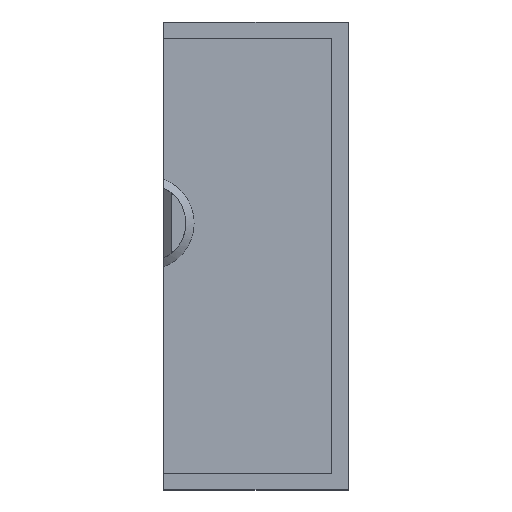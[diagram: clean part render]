
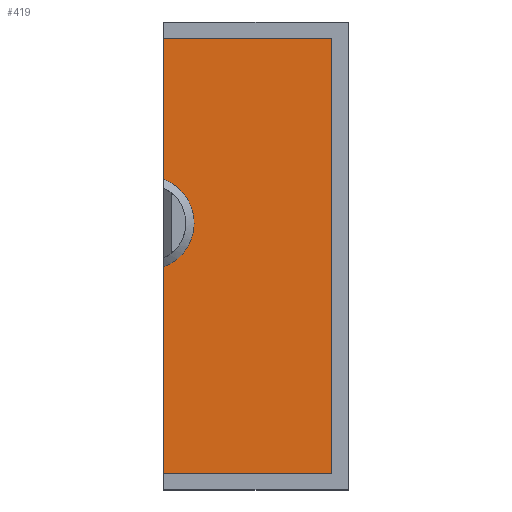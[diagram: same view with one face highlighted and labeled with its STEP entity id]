
A CAD part, top view. The second image highlights one B-rep face of the part: STEP entity #419.
In plain terms, the highlighted planar face has unit normal (0, 0, 1).
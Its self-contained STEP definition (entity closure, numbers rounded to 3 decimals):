
#18=PLANE('',#460);
#41=LINE('',#615,#94);
#57=LINE('',#646,#110);
#58=LINE('',#650,#111);
#59=LINE('',#652,#112);
#60=LINE('',#653,#113);
#94=VECTOR('',#501,10.);
#110=VECTOR('',#517,10.);
#111=VECTOR('',#522,10.);
#112=VECTOR('',#523,10.);
#113=VECTOR('',#524,10.);
#149=FACE_OUTER_BOUND('',#171,.T.);
#171=EDGE_LOOP('',(#331,#332,#333,#334,#335,#336));
#189=CIRCLE('',#452,5.7);
#193=VERTEX_POINT('',#588);
#196=VERTEX_POINT('',#595);
#201=VERTEX_POINT('',#614);
#216=VERTEX_POINT('',#644);
#217=VERTEX_POINT('',#649);
#218=VERTEX_POINT('',#651);
#236=EDGE_CURVE('',#196,#193,#189,.T.);
#244=EDGE_CURVE('',#201,#193,#41,.T.);
#260=EDGE_CURVE('',#196,#216,#57,.T.);
#261=EDGE_CURVE('',#216,#217,#58,.T.);
#262=EDGE_CURVE('',#217,#218,#59,.T.);
#263=EDGE_CURVE('',#218,#201,#60,.T.);
#331=ORIENTED_EDGE('',*,*,#236,.F.);
#332=ORIENTED_EDGE('',*,*,#260,.T.);
#333=ORIENTED_EDGE('',*,*,#261,.T.);
#334=ORIENTED_EDGE('',*,*,#262,.T.);
#335=ORIENTED_EDGE('',*,*,#263,.T.);
#336=ORIENTED_EDGE('',*,*,#244,.T.);
#419=ADVANCED_FACE('',(#149),#18,.T.);
#452=AXIS2_PLACEMENT_3D('',#599,#483,#484);
#460=AXIS2_PLACEMENT_3D('',#648,#520,#521);
#483=DIRECTION('center_axis',(0.,0.,1.));
#484=DIRECTION('ref_axis',(0.426,-0.905,0.));
#501=DIRECTION('',(0.,-1.,0.));
#517=DIRECTION('',(0.,-1.,0.));
#520=DIRECTION('center_axis',(0.,0.,1.));
#521=DIRECTION('ref_axis',(1.,0.,0.));
#522=DIRECTION('',(1.,0.,0.));
#523=DIRECTION('',(0.,1.,0.));
#524=DIRECTION('',(-1.,0.,0.));
#588=CARTESIAN_POINT('',(0.,36.338,2.));
#595=CARTESIAN_POINT('',(0.,25.662,2.));
#599=CARTESIAN_POINT('Origin',(-2.,31.,2.));
#614=CARTESIAN_POINT('',(0.,53.5,2.));
#615=CARTESIAN_POINT('',(0.,55.5,2.));
#644=CARTESIAN_POINT('',(0.,0.5,2.));
#646=CARTESIAN_POINT('',(0.,55.5,2.));
#648=CARTESIAN_POINT('Origin',(11.25,27.,2.));
#649=CARTESIAN_POINT('',(20.5,0.5,2.));
#650=CARTESIAN_POINT('',(15.875,0.5,2.));
#651=CARTESIAN_POINT('',(20.5,53.5,2.));
#652=CARTESIAN_POINT('',(20.5,40.25,2.));
#653=CARTESIAN_POINT('',(5.625,53.5,2.));
